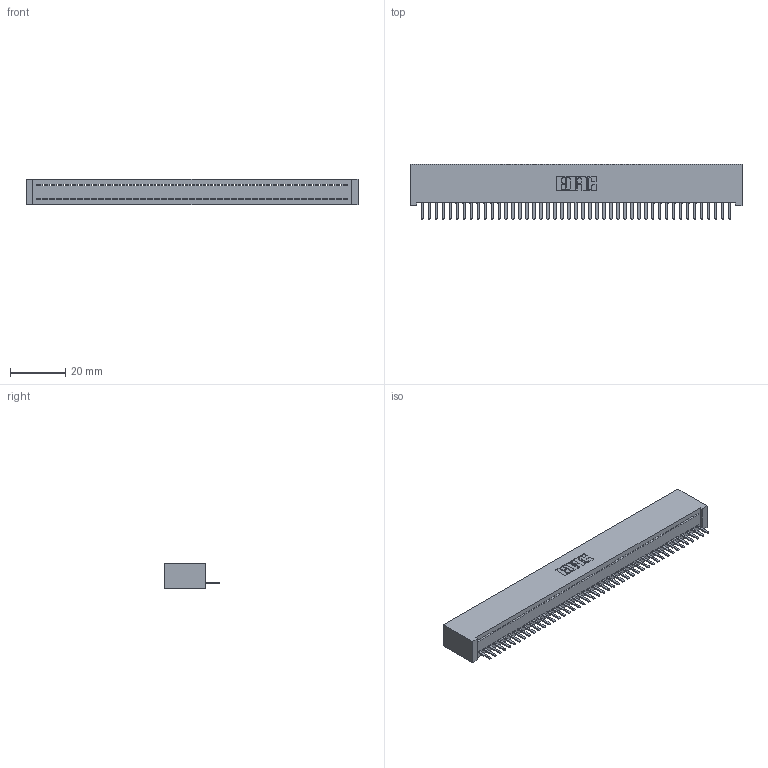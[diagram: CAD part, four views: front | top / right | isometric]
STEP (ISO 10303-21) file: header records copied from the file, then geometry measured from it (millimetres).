
FILE_DESCRIPTION (( 'STEP AP203' ), '1' );
FILE_NAME ('342-045-520-101.STEP', '2019-10-02T19:43:34', ( '' ), ( '' ), 'SwSTEP 2.0', 'SolidWorks 2016', '' );
FILE_SCHEMA (( 'CONFIG_CONTROL_DESIGN' ));
Length unit declared in the file: inch
Products named in the file (3): 342 Part_Lugless; 345-292-001_345-293-120; 342-045-520-101
Assembly tree (46 placements, depth 2):
  342-045-520-101
    342 Part_Lugless
    345-292-001_345-293-120  x45
Bounding box: 120.55 x 20.02 x 9.4 mm (x, y, z)
Volume: 10860.3 mm3; surface area: 15913.1 mm2
Topology: 46 solids, 46 shells, 2892 faces, 8555 edges, 5582 vertices
Faces by surface type: plane 2042, cylinder 850
Entity records: 26827 total; most frequent: CARTESIAN_POINT 4645, ORIENTED_EDGE 4614, DIRECTION 3893, EDGE_CURVE 2307, VECTOR 2183, LINE 2183, VERTEX_POINT 1534, AXIS2_PLACEMENT_3D 855
